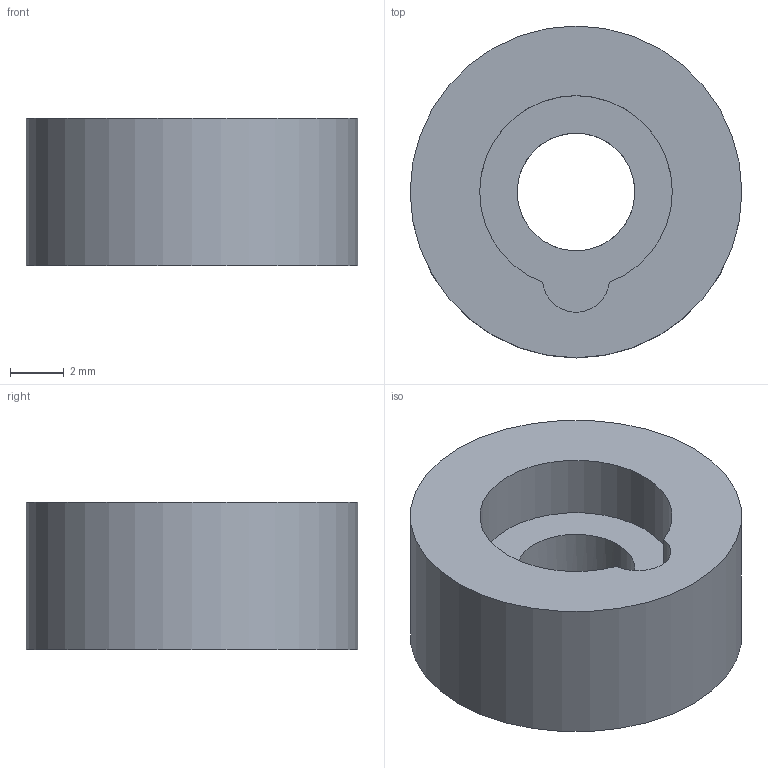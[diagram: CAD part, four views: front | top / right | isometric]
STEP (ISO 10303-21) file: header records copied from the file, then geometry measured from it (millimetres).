
FILE_DESCRIPTION(/* description */ (''),/* implementation_level */ '2;1');
FILE_NAME(/* name */ 'SKS-HIRSCHMANN_930 103-188_Part2.stp',/* time_stamp */ '2015-05-27T16:44:56+02:00',/* author */ ('admchouv'),/* organization */ (''),/* preprocessor_version */ 'ST-DEVELOPER v15.5',/* originating_system */ 'AutoCAD Mechanical',/* authorisation */ '');
FILE_SCHEMA (('AUTOMOTIVE_DESIGN { 1 0 10303 214 3 1 1 }'));
Length unit declared in the file: millimetre
Products named in the file (1): Product
Bounding box: 12.4 x 12.4 x 5.5 mm (x, y, z)
Volume: 515.1 mm3; surface area: 525.2 mm2
Topology: 1 solids, 1 shells, 7 faces, 13 edges, 9 vertices
Faces by surface type: cylinder 4, plane 3
Full cylindrical faces by diameter (mm): 4.4 x1, 12.4 x1
Entity records: 200 total; most frequent: DIRECTION 34, CARTESIAN_POINT 26, ORIENTED_EDGE 20, AXIS2_PLACEMENT_3D 16, EDGE_LOOP 12, EDGE_CURVE 10, CIRCLE 8, VERTEX_POINT 8
